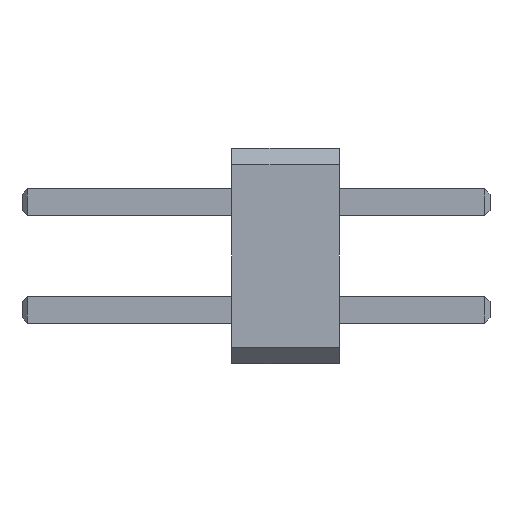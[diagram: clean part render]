
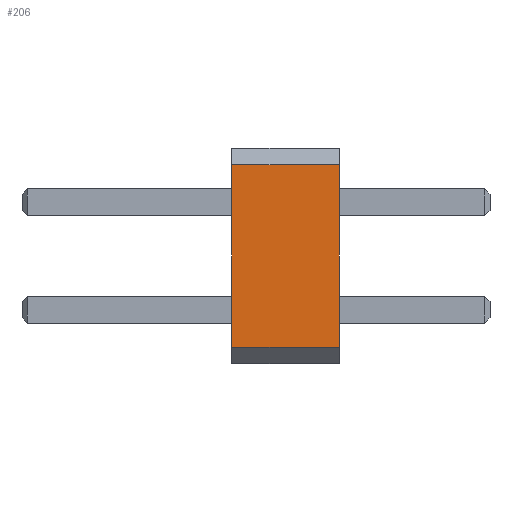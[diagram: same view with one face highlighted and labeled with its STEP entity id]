
A CAD part, front view. The second image highlights one B-rep face of the part: STEP entity #206.
In plain terms, the highlighted planar face has unit normal (0, -1, 0).
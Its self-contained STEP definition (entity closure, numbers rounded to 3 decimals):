
#206 = ADVANCED_FACE( '', ( #450 ), #451, .T. );
#450 = FACE_OUTER_BOUND( '', #729, .T. );
#451 = PLANE( '', #730 );
#729 = EDGE_LOOP( '', ( #1259, #1260, #1261, #1262 ) );
#730 = AXIS2_PLACEMENT_3D( '', #1263, #1264, #1265 );
#1259 = ORIENTED_EDGE( '', *, *, #1803, .T. );
#1260 = ORIENTED_EDGE( '', *, *, #1754, .T. );
#1261 = ORIENTED_EDGE( '', *, *, #1817, .F. );
#1262 = ORIENTED_EDGE( '', *, *, #1818, .F. );
#1263 = CARTESIAN_POINT( '', ( -2., -2., 1.25 ) );
#1264 = DIRECTION( '', ( 0., -1., 0. ) );
#1265 = DIRECTION( '', ( 0., 0., -1. ) );
#1754 = EDGE_CURVE( '', #2134, #2131, #2135, .T. );
#1803 = EDGE_CURVE( '', #2202, #2134, #2203, .T. );
#1817 = EDGE_CURVE( '', #2220, #2131, #2221, .T. );
#1818 = EDGE_CURVE( '', #2202, #2220, #2222, .T. );
#2131 = VERTEX_POINT( '', #2653 );
#2134 = VERTEX_POINT( '', #2657 );
#2135 = LINE( '', #2658, #2659 );
#2202 = VERTEX_POINT( '', #2764 );
#2203 = LINE( '', #2765, #2766 );
#2220 = VERTEX_POINT( '', #2791 );
#2221 = LINE( '', #2792, #2793 );
#2222 = LINE( '', #2794, #2795 );
#2653 = CARTESIAN_POINT( '', ( 0., -2., -2.45 ) );
#2657 = CARTESIAN_POINT( '', ( -2., -2., -2.45 ) );
#2658 = CARTESIAN_POINT( '', ( -2., -2., -2.45 ) );
#2659 = VECTOR( '', #3041, 1000. );
#2764 = CARTESIAN_POINT( '', ( -2., -2., 0.95 ) );
#2765 = CARTESIAN_POINT( '', ( -2., -2., 1.25 ) );
#2766 = VECTOR( '', #3080, 1000. );
#2791 = CARTESIAN_POINT( '', ( 0., -2., 0.95 ) );
#2792 = CARTESIAN_POINT( '', ( 0., -2., 1.25 ) );
#2793 = VECTOR( '', #3089, 1000. );
#2794 = CARTESIAN_POINT( '', ( -2., -2., 0.95 ) );
#2795 = VECTOR( '', #3090, 1000. );
#3041 = DIRECTION( '', ( 1., 0., 0. ) );
#3080 = DIRECTION( '', ( 0., 0., -1. ) );
#3089 = DIRECTION( '', ( 0., 0., -1. ) );
#3090 = DIRECTION( '', ( 1., 0., 0. ) );
